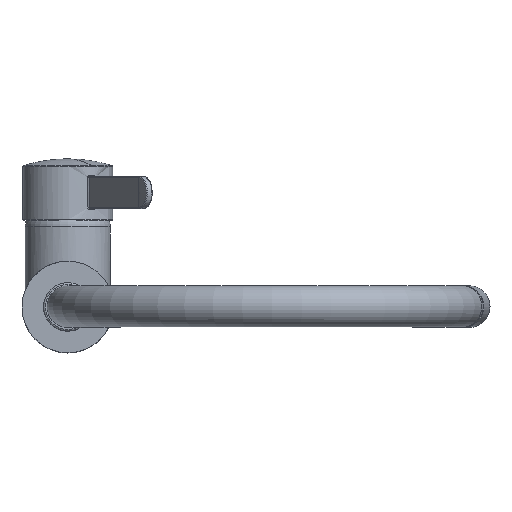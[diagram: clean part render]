
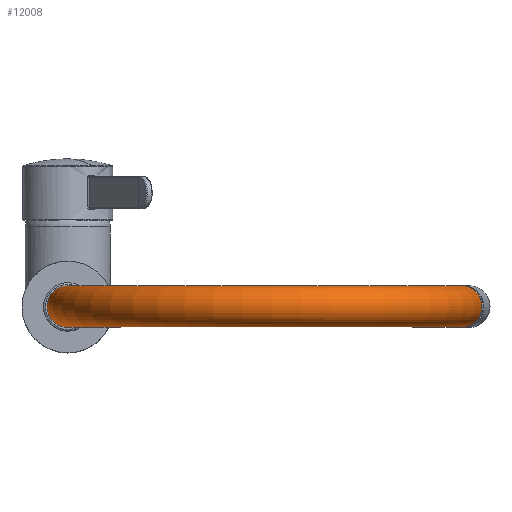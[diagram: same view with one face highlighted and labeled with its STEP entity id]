
A CAD part, top view. The second image highlights one B-rep face of the part: STEP entity #12008.
In plain terms, the highlighted toroidal (fillet/blend) face has major radius 110.5 mm and minor radius 11.5 mm.
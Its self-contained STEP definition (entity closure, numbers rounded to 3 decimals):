
#138=TOROIDAL_SURFACE('',#13252,110.5,11.5);
#580=CIRCLE('',#13251,11.5);
#581=CIRCLE('',#13253,11.5);
#6838=ORIENTED_EDGE('',*,*,#8616,.T.);
#6839=ORIENTED_EDGE('',*,*,#8617,.F.);
#8616=EDGE_CURVE('',#9774,#9774,#580,.F.);
#8617=EDGE_CURVE('',#9775,#9775,#581,.F.);
#9774=VERTEX_POINT('',#22535);
#9775=VERTEX_POINT('',#22538);
#10638=EDGE_LOOP('',(#6838));
#10639=EDGE_LOOP('',(#6839));
#11352=FACE_BOUND('',#10638,.T.);
#11353=FACE_BOUND('',#10639,.T.);
#12008=ADVANCED_FACE('',(#11352,#11353),#138,.T.);
#13251=AXIS2_PLACEMENT_3D('',#22534,#16584,#16585);
#13252=AXIS2_PLACEMENT_3D('',#22536,#16586,#16587);
#13253=AXIS2_PLACEMENT_3D('',#22537,#16588,#16589);
#16584=DIRECTION('',(0.,0.,-1.));
#16585=DIRECTION('',(1.,0.,0.));
#16586=DIRECTION('',(0.,-1.,0.));
#16587=DIRECTION('',(0.,0.,-1.));
#16588=DIRECTION('',(-0.174,0.,0.985));
#16589=DIRECTION('',(-0.985,0.,-0.174));
#22534=CARTESIAN_POINT('',(0.,0.,
231.5));
#22535=CARTESIAN_POINT('',(11.5,0.,231.5));
#22536=CARTESIAN_POINT('',(110.5,0.,231.5));
#22537=CARTESIAN_POINT('',(219.321,0.,250.688));
#22538=CARTESIAN_POINT('',(207.996,0.,248.691));
